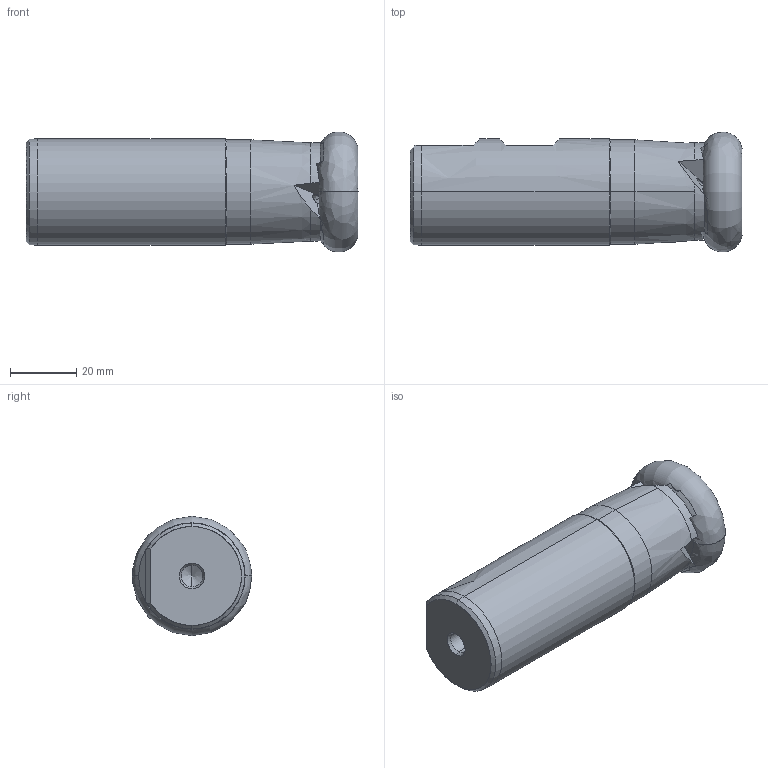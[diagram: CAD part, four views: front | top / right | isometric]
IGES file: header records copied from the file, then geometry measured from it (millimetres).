
Start section: SolidWorks IGES file using analytic representation for surfaces
Global section: file name: 00RN_36_124_32_3.IGS; native system: SolidWorks 2016; preprocessor: SolidWorks 2016; author: phk; date: 160905.094419; units: millimetre
Bounding box: 99.97 x 35.93 x 35.93 mm (x, y, z)
Surface area: 14534.4 mm2 (no closed solid volume)
Topology: 0 solids, 0 shells, 93 faces, 2278 edges, 2276 vertices
Faces by surface type: bspline 49, revolution 44
